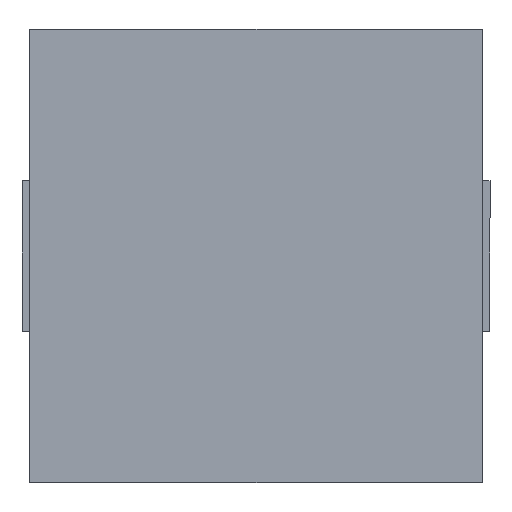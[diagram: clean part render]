
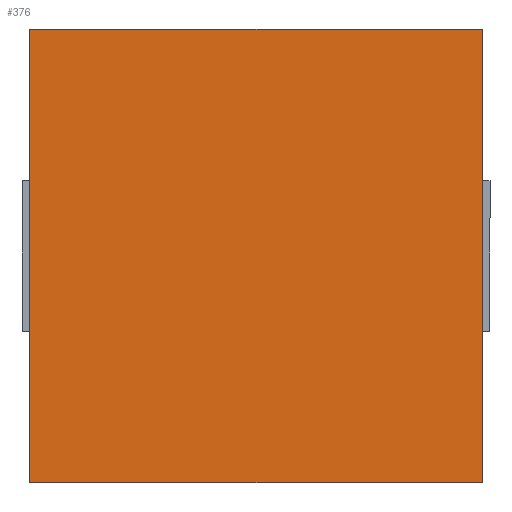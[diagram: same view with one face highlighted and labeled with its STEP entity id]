
A CAD part, top view. The second image highlights one B-rep face of the part: STEP entity #376.
In plain terms, the highlighted planar face has unit normal (0, 0, 1).
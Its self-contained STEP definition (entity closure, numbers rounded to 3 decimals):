
#44=FACE_OUTER_BOUND('',#64,.T.);
#64=EDGE_LOOP('',(#315,#316,#317,#318));
#100=LINE('',#642,#148);
#102=LINE('',#646,#150);
#104=LINE('',#650,#152);
#106=LINE('',#653,#154);
#148=VECTOR('',#532,10.);
#150=VECTOR('',#536,10.);
#152=VECTOR('',#540,10.);
#154=VECTOR('',#544,10.);
#187=VERTEX_POINT('',#639);
#188=VERTEX_POINT('',#641);
#189=VERTEX_POINT('',#645);
#190=VERTEX_POINT('',#649);
#228=EDGE_CURVE('',#188,#187,#100,.T.);
#230=EDGE_CURVE('',#189,#188,#102,.T.);
#232=EDGE_CURVE('',#190,#189,#104,.T.);
#234=EDGE_CURVE('',#187,#190,#106,.T.);
#315=ORIENTED_EDGE('',*,*,#234,.T.);
#316=ORIENTED_EDGE('',*,*,#232,.T.);
#317=ORIENTED_EDGE('',*,*,#230,.T.);
#318=ORIENTED_EDGE('',*,*,#228,.T.);
#356=PLANE('',#468);
#376=ADVANCED_FACE('',(#44),#356,.T.);
#468=AXIS2_PLACEMENT_3D('',#654,#545,#546);
#532=DIRECTION('',(0.,1.,0.));
#536=DIRECTION('',(1.,0.,0.));
#540=DIRECTION('',(0.,-1.,0.));
#544=DIRECTION('',(-1.,0.,0.));
#545=DIRECTION('center_axis',(0.,0.,1.));
#546=DIRECTION('ref_axis',(1.,0.,0.));
#639=CARTESIAN_POINT('',(12.,12.,3.));
#641=CARTESIAN_POINT('',(12.,0.,3.));
#642=CARTESIAN_POINT('',(12.,0.,3.));
#645=CARTESIAN_POINT('',(0.,0.,3.));
#646=CARTESIAN_POINT('',(0.,0.,3.));
#649=CARTESIAN_POINT('',(0.,12.,3.));
#650=CARTESIAN_POINT('',(0.,12.,3.));
#653=CARTESIAN_POINT('',(12.,12.,3.));
#654=CARTESIAN_POINT('Origin',(6.,6.,3.));
